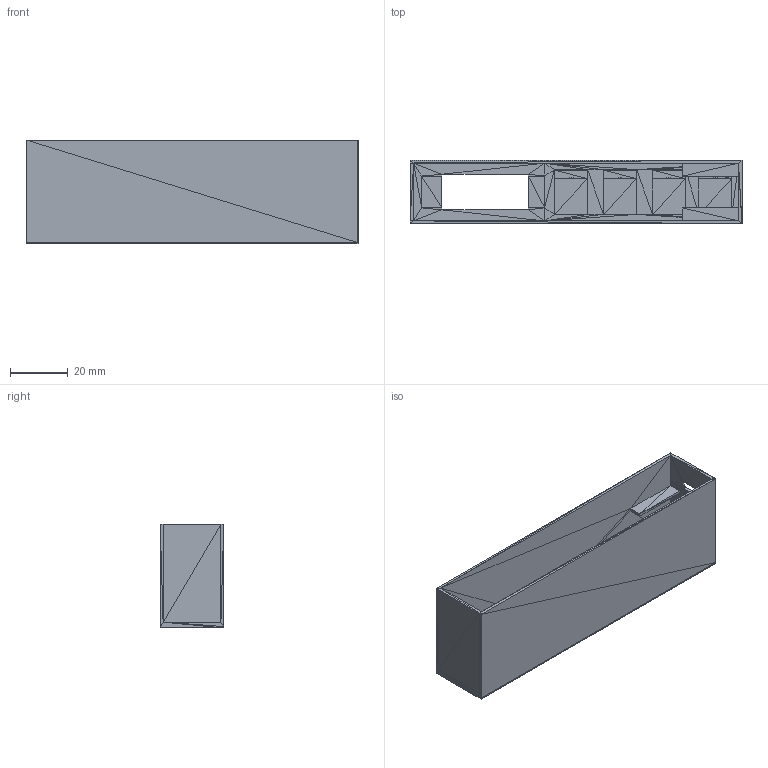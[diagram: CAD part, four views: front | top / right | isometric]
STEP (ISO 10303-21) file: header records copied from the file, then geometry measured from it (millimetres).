
FILE_DESCRIPTION((''),'2;1');
FILE_NAME('zakladna v2', '2026-02-02T18:06:20', (''), (''), 'ImageToStl.com STEP Converter','', '');
FILE_SCHEMA(('AUTOMOTIVE_DESIGN_CC2'));
Length unit declared in the file: metre
Products named in the file (1): product0
Bounding box: 115.04 x 22.03 x 36 mm (x, y, z)
Surface area: 24047 mm2 (no closed solid volume)
Topology: 0 solids, 1282 shells, 1282 faces, 3846 edges, 639 vertices
Faces by surface type: plane 1282
Entity records: 29510 total; most frequent: DIRECTION 6412, ORIENTED_EDGE 3846, EDGE_CURVE 3846, LINE 3846, VECTOR 3846, AXIS2_PLACEMENT_3D 1283, FACE_SURFACE 1282, PLANE 1282
